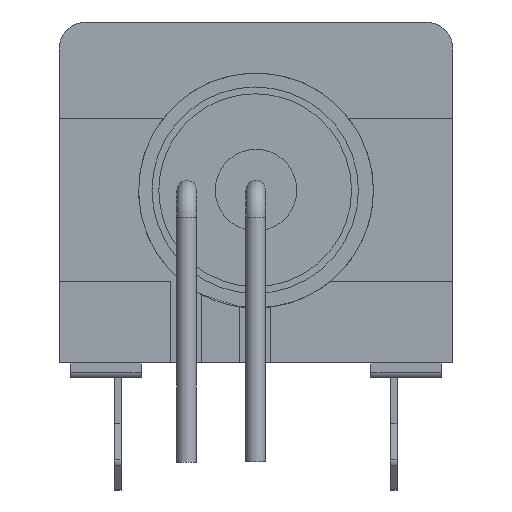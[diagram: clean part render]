
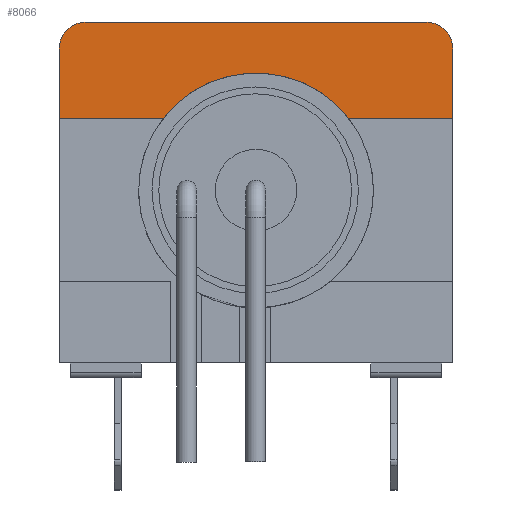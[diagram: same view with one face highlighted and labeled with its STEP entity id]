
A CAD part, front view. The second image highlights one B-rep face of the part: STEP entity #8066.
In plain terms, the highlighted planar face has unit normal (0, -1, 0).
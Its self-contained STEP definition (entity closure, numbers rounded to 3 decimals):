
#7593 = VERTEX_POINT('',#7594);
#7594 = CARTESIAN_POINT('',(6.26,-0.74,13.1));
#7600 = EDGE_CURVE('',#7593,#7601,#7603,.T.);
#7601 = VERTEX_POINT('',#7602);
#7602 = CARTESIAN_POINT('',(-6.24,-0.74,13.1));
#7603 = LINE('',#7604,#7605);
#7604 = CARTESIAN_POINT('',(6.26,-0.74,13.1));
#7605 = VECTOR('',#7606,1.);
#7606 = DIRECTION('',(-1.,0.,0.));
#7625 = EDGE_CURVE('',#7626,#7593,#7628,.T.);
#7626 = VERTEX_POINT('',#7627);
#7627 = CARTESIAN_POINT('',(7.26,-0.74,12.1));
#7628 = CIRCLE('',#7629,1.);
#7629 = AXIS2_PLACEMENT_3D('',#7630,#7631,#7632);
#7630 = CARTESIAN_POINT('',(6.26,-0.74,12.1));
#7631 = DIRECTION('',(0.,-1.,0.));
#7632 = DIRECTION('',(1.,0.,0.));
#7650 = VERTEX_POINT('',#7651);
#7651 = CARTESIAN_POINT('',(-7.24,-0.74,12.1));
#7657 = EDGE_CURVE('',#7601,#7650,#7658,.T.);
#7658 = CIRCLE('',#7659,1.);
#7659 = AXIS2_PLACEMENT_3D('',#7660,#7661,#7662);
#7660 = CARTESIAN_POINT('',(-6.24,-0.74,12.1));
#7661 = DIRECTION('',(0.,-1.,0.));
#7662 = DIRECTION('',(1.,0.,0.));
#7675 = EDGE_CURVE('',#7626,#7676,#7678,.T.);
#7676 = VERTEX_POINT('',#7677);
#7677 = CARTESIAN_POINT('',(7.26,-0.74,9.55));
#7678 = LINE('',#7679,#7680);
#7679 = CARTESIAN_POINT('',(7.26,-0.74,12.1));
#7680 = VECTOR('',#7681,1.);
#7681 = DIRECTION('',(0.,0.,-1.));
#7731 = EDGE_CURVE('',#7650,#7732,#7734,.T.);
#7732 = VERTEX_POINT('',#7733);
#7733 = CARTESIAN_POINT('',(-7.24,-0.74,9.55));
#7734 = LINE('',#7735,#7736);
#7735 = CARTESIAN_POINT('',(-7.24,-0.74,12.1));
#7736 = VECTOR('',#7737,1.);
#7737 = DIRECTION('',(0.,0.,-1.));
#8066 = ADVANCED_FACE('',(#8067),#8097,.F.);
#8067 = FACE_BOUND('',#8068,.F.);
#8068 = EDGE_LOOP('',(#8069,#8070,#8071,#8072,#8080,#8089,#8095,#8096));
#8069 = ORIENTED_EDGE('',*,*,#7600,.F.);
#8070 = ORIENTED_EDGE('',*,*,#7625,.F.);
#8071 = ORIENTED_EDGE('',*,*,#7675,.T.);
#8072 = ORIENTED_EDGE('',*,*,#8073,.F.);
#8073 = EDGE_CURVE('',#8074,#7676,#8076,.T.);
#8074 = VERTEX_POINT('',#8075);
#8075 = CARTESIAN_POINT('',(3.428,-0.74,9.55));
#8076 = LINE('',#8077,#8078);
#8077 = CARTESIAN_POINT('',(3.635,-0.74,9.55));
#8078 = VECTOR('',#8079,1.);
#8079 = DIRECTION('',(1.,0.,0.));
#8080 = ORIENTED_EDGE('',*,*,#8081,.T.);
#8081 = EDGE_CURVE('',#8074,#8082,#8084,.T.);
#8082 = VERTEX_POINT('',#8083);
#8083 = CARTESIAN_POINT('',(-3.408,-0.74,9.55));
#8084 = CIRCLE('',#8085,4.325);
#8085 = AXIS2_PLACEMENT_3D('',#8086,#8087,#8088);
#8086 = CARTESIAN_POINT('',(0.01,-0.74,6.9));
#8087 = DIRECTION('',(0.,-1.,0.));
#8088 = DIRECTION('',(1.,0.,0.));
#8089 = ORIENTED_EDGE('',*,*,#8090,.F.);
#8090 = EDGE_CURVE('',#7732,#8082,#8091,.T.);
#8091 = LINE('',#8092,#8093);
#8092 = CARTESIAN_POINT('',(3.635,-0.74,9.55));
#8093 = VECTOR('',#8094,1.);
#8094 = DIRECTION('',(1.,0.,0.));
#8095 = ORIENTED_EDGE('',*,*,#7731,.F.);
#8096 = ORIENTED_EDGE('',*,*,#7657,.F.);
#8097 = PLANE('',#8098);
#8098 = AXIS2_PLACEMENT_3D('',#8099,#8100,#8101);
#8099 = CARTESIAN_POINT('',(0.01,-0.74,6.716));
#8100 = DIRECTION('',(0.,1.,0.));
#8101 = DIRECTION('',(0.,0.,1.));
